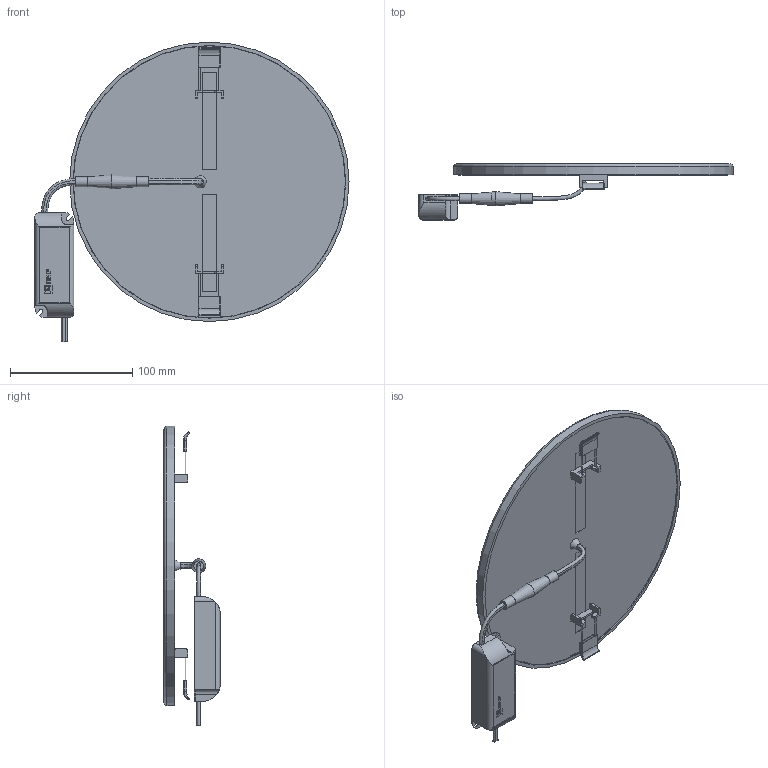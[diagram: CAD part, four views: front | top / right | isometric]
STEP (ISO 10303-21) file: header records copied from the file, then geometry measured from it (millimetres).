
FILE_DESCRIPTION (( 'STEP AP214' ), '1' );
FILE_NAME ('ÄÂÎ 1009 20Âò 4000K IP20 EKF Basic (DLL-1009(1010)-20-4000(6500)).STEP', '2022-09-12T12:42:39', ( '' ), ( '' ), 'SwSTEP 2.0', 'SolidWorks 2021', '' );
FILE_SCHEMA (( 'AUTOMOTIVE_DESIGN' ));
Length unit declared in the file: millimetre
Products named in the file (1): ÄÂÎ 1009 20Âò 4000K IP20 EKF Basic (DLL-1009(1010)-20-4000(6500))
Bounding box: 257.4 x 45.98 x 245.63 mm (x, y, z)
Volume: 121588.7 mm3; surface area: 195028.8 mm2
Topology: 10 solids, 10 shells, 218 faces, 583 edges, 402 vertices
Faces by surface type: plane 115, cylinder 72, torus 13, sphere 8, bspline 6, cone 4
Full cylindrical faces by diameter (mm): 1 x6, 5.5 x1, 8 x3, 209 x2, 222 x1, 223 x1, 223.4 x1, 229 x1
Entity records: 7578 total; most frequent: CARTESIAN_POINT 1655, ORIENTED_EDGE 1108, DIRECTION 1088, EDGE_CURVE 554, VERTEX_POINT 400, AXIS2_PLACEMENT_3D 381, VECTOR 326, LINE 326
